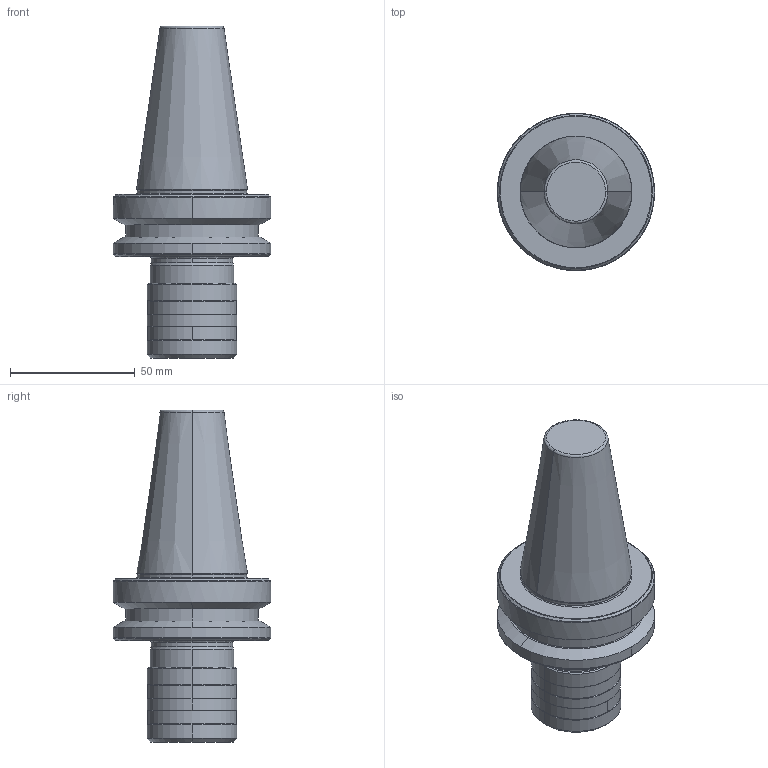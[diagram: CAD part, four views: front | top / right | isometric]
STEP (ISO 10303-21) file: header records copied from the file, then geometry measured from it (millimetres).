
FILE_DESCRIPTION (( 'STEP AP203' ), '1' );
FILE_NAME ('BT40 KWFLK1 67.5.STEP', '2019-05-25T05:59:56', ( '' ), ( '' ), 'SwSTEP 2.0', 'SolidWorks 2014', '' );
FILE_SCHEMA (( 'CONFIG_CONTROL_DESIGN' ));
Length unit declared in the file: millimetre
Products named in the file (1): BT40 KWFLK1 67.5
Bounding box: 63 x 63 x 132.9 mm (x, y, z)
Volume: 177598.4 mm3; surface area: 23026.3 mm2
Topology: 1 solids, 1 shells, 75 faces, 172 edges, 104 vertices
Faces by surface type: cone 26, cylinder 22, bspline 16, plane 7, torus 4
Entity records: 3081 total; most frequent: CARTESIAN_POINT 1367, DIRECTION 358, ORIENTED_EDGE 344, EDGE_CURVE 172, AXIS2_PLACEMENT_3D 155, VERTEX_POINT 104, CIRCLE 95, EDGE_LOOP 80
